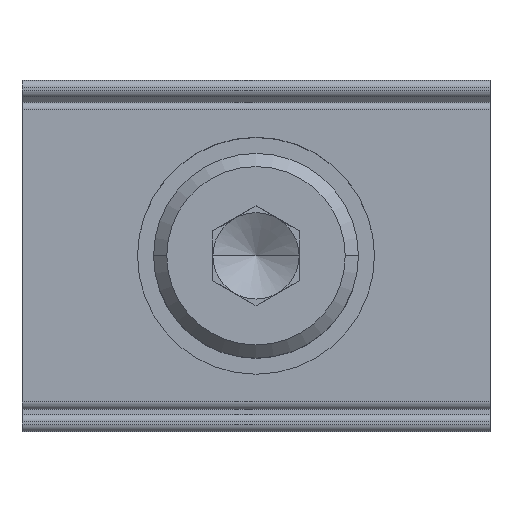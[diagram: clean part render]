
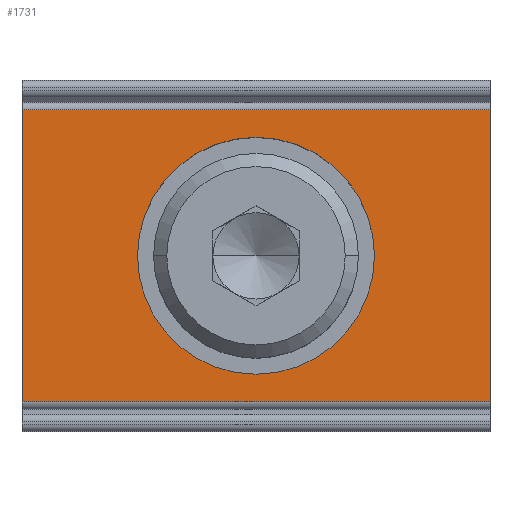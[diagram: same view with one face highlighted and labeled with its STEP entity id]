
A CAD part, top view. The second image highlights one B-rep face of the part: STEP entity #1731.
In plain terms, the highlighted planar face has unit normal (0, 0, 1).
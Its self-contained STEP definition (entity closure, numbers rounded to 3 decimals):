
#101 = CARTESIAN_POINT ( 'NONE',  ( -2.057, 0., 4.064 ) ) ;
#112 = DIRECTION ( 'NONE',  ( 0., 0., 1. ) ) ;
#206 = ORIENTED_EDGE ( 'NONE', *, *, #1694, .F. ) ;
#288 = AXIS2_PLACEMENT_3D ( 'NONE', #1390, #1219, #717 ) ;
#333 = FACE_BOUND ( 'NONE', #2437, .T. ) ;
#337 = VECTOR ( 'NONE', #1261, 1000. ) ;
#513 = AXIS2_PLACEMENT_3D ( 'NONE', #2298, #112, #1211 ) ;
#529 = CARTESIAN_POINT ( 'NONE',  ( 0., 0., 4.064 ) ) ;
#552 = CARTESIAN_POINT ( 'NONE',  ( 4.064, -2.538, 4.064 ) ) ;
#649 = EDGE_CURVE ( 'NONE', #1761, #1128, #1110, .T. ) ;
#717 = DIRECTION ( 'NONE',  ( -1., 0., 0. ) ) ;
#724 = ORIENTED_EDGE ( 'NONE', *, *, #1569, .T. ) ;
#771 = ORIENTED_EDGE ( 'NONE', *, *, #1955, .F. ) ;
#793 = CARTESIAN_POINT ( 'NONE',  ( 4.064, -2.538, 4.064 ) ) ;
#915 = DIRECTION ( 'NONE',  ( 0., -1., 0. ) ) ;
#998 = EDGE_CURVE ( 'NONE', #1128, #1761, #1800, .T. ) ;
#1110 = CIRCLE ( 'NONE', #513, 2.057 ) ;
#1128 = VERTEX_POINT ( 'NONE', #2308 ) ;
#1211 = DIRECTION ( 'NONE',  ( -1., 0., 0. ) ) ;
#1219 = DIRECTION ( 'NONE',  ( 0., 0., -1. ) ) ;
#1233 = CARTESIAN_POINT ( 'NONE',  ( 4.064, 2.538, 4.064 ) ) ;
#1249 = EDGE_LOOP ( 'NONE', ( #724, #206, #771, #2514 ) ) ;
#1261 = DIRECTION ( 'NONE',  ( 0., -1., 0. ) ) ;
#1390 = CARTESIAN_POINT ( 'NONE',  ( 4.064, -2.538, 4.064 ) ) ;
#1416 = VERTEX_POINT ( 'NONE', #2699 ) ;
#1435 = DIRECTION ( 'NONE',  ( -1., 0., 0. ) ) ;
#1532 = ORIENTED_EDGE ( 'NONE', *, *, #998, .F. ) ;
#1569 = EDGE_CURVE ( 'NONE', #2644, #2813, #2303, .T. ) ;
#1694 = EDGE_CURVE ( 'NONE', #1416, #2813, #1864, .T. ) ;
#1731 = ADVANCED_FACE ( 'NONE', ( #1877, #333 ), #2727, .F. ) ;
#1761 = VERTEX_POINT ( 'NONE', #101 ) ;
#1784 = CARTESIAN_POINT ( 'NONE',  ( 4.064, 2.538, 4.064 ) ) ;
#1800 = CIRCLE ( 'NONE', #2630, 2.057 ) ;
#1806 = ORIENTED_EDGE ( 'NONE', *, *, #649, .F. ) ;
#1864 = LINE ( 'NONE', #552, #2174 ) ;
#1877 = FACE_OUTER_BOUND ( 'NONE', #1249, .T. ) ;
#1882 = VERTEX_POINT ( 'NONE', #1233 ) ;
#1889 = CARTESIAN_POINT ( 'NONE',  ( -4.064, -2.538, 4.064 ) ) ;
#1955 = EDGE_CURVE ( 'NONE', #1882, #1416, #2770, .T. ) ;
#1956 = EDGE_CURVE ( 'NONE', #1882, #2644, #2430, .T. ) ;
#2041 = DIRECTION ( 'NONE',  ( 0., 0., 1. ) ) ;
#2141 = CARTESIAN_POINT ( 'NONE',  ( -4.064, -2.538, 4.064 ) ) ;
#2174 = VECTOR ( 'NONE', #1435, 1000. ) ;
#2178 = VECTOR ( 'NONE', #2418, 1000. ) ;
#2241 = CARTESIAN_POINT ( 'NONE',  ( -4.064, 2.538, 4.064 ) ) ;
#2298 = CARTESIAN_POINT ( 'NONE',  ( 0., 0., 4.064 ) ) ;
#2303 = LINE ( 'NONE', #1889, #337 ) ;
#2308 = CARTESIAN_POINT ( 'NONE',  ( 2.057, 0., 4.064 ) ) ;
#2418 = DIRECTION ( 'NONE',  ( -1., 0., 0. ) ) ;
#2430 = LINE ( 'NONE', #1784, #2178 ) ;
#2437 = EDGE_LOOP ( 'NONE', ( #1532, #1806 ) ) ;
#2453 = VECTOR ( 'NONE', #915, 1000. ) ;
#2455 = DIRECTION ( 'NONE',  ( -1., 0., 0. ) ) ;
#2514 = ORIENTED_EDGE ( 'NONE', *, *, #1956, .T. ) ;
#2630 = AXIS2_PLACEMENT_3D ( 'NONE', #529, #2041, #2455 ) ;
#2644 = VERTEX_POINT ( 'NONE', #2241 ) ;
#2699 = CARTESIAN_POINT ( 'NONE',  ( 4.064, -2.538, 4.064 ) ) ;
#2727 = PLANE ( 'NONE',  #288 ) ;
#2770 = LINE ( 'NONE', #793, #2453 ) ;
#2813 = VERTEX_POINT ( 'NONE', #2141 ) ;
